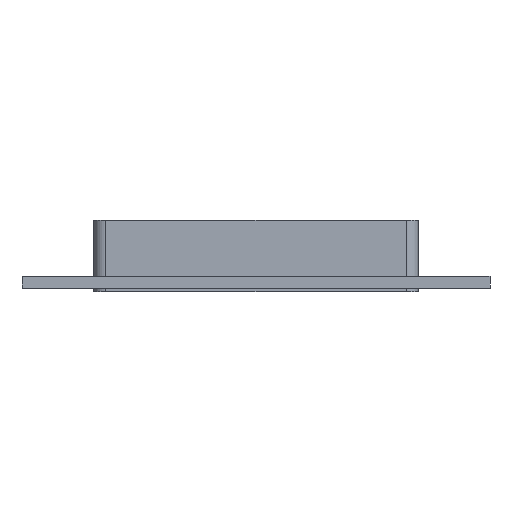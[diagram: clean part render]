
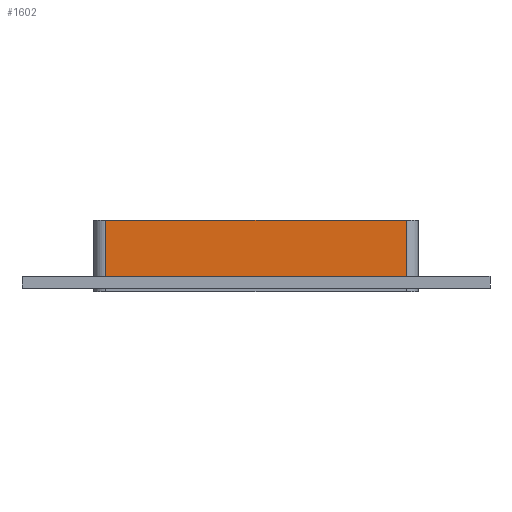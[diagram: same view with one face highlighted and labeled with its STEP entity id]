
A CAD part, front view. The second image highlights one B-rep face of the part: STEP entity #1602.
In plain terms, the highlighted planar face has unit normal (0, -1, 0).
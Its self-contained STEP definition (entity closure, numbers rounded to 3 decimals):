
#904=CARTESIAN_POINT('',(125.5,-357.0,-17.0));
#905=VERTEX_POINT('',#904);
#913=CARTESIAN_POINT('',(-125.5,-357.0,-17.0));
#914=VERTEX_POINT('',#913);
#915=CARTESIAN_POINT('',(-125.5,-357.,-17.));
#916=DIRECTION('',(1.0,0.0,0.0));
#917=VECTOR('',#916,251.);
#918=LINE('',#915,#917);
#919=EDGE_CURVE('',#914,#905,#918,.T.);
#1150=CARTESIAN_POINT('',(125.5,-357.,30.0));
#1151=VERTEX_POINT('',#1150);
#1159=CARTESIAN_POINT('',(125.5,-357.,30.0));
#1160=DIRECTION('',(0.0,0.0,-1.0));
#1161=VECTOR('',#1160,47.0);
#1162=LINE('',#1159,#1161);
#1163=EDGE_CURVE('',#1151,#905,#1162,.T.);
#1579=CARTESIAN_POINT('',(-135.5,-357.,0.0));
#1580=DIRECTION('',(0.0,-1.0,0.0));
#1581=DIRECTION('',(1.0,0.0,0.0));
#1582=AXIS2_PLACEMENT_3D('',#1579,#1580,#1581);
#1583=PLANE('',#1582);
#1584=ORIENTED_EDGE('',*,*,#919,.T.);
#1585=ORIENTED_EDGE('',*,*,#1163,.F.);
#1586=CARTESIAN_POINT('',(-125.5,-357.,30.0));
#1587=VERTEX_POINT('',#1586);
#1588=CARTESIAN_POINT('',(-125.5,-357.,30.0));
#1589=DIRECTION('',(1.0,0.0,0.0));
#1590=VECTOR('',#1589,251.);
#1591=LINE('',#1588,#1590);
#1592=EDGE_CURVE('',#1587,#1151,#1591,.T.);
#1593=ORIENTED_EDGE('',*,*,#1592,.F.);
#1594=CARTESIAN_POINT('',(-125.5,-357.,-17.0));
#1595=DIRECTION('',(0.0,0.0,1.0));
#1596=VECTOR('',#1595,47.0);
#1597=LINE('',#1594,#1596);
#1598=EDGE_CURVE('',#914,#1587,#1597,.T.);
#1599=ORIENTED_EDGE('',*,*,#1598,.F.);
#1600=EDGE_LOOP('',(#1584,#1585,#1593,#1599));
#1601=FACE_OUTER_BOUND('',#1600,.T.);
#1602=ADVANCED_FACE('',(#1601),#1583,.T.);
